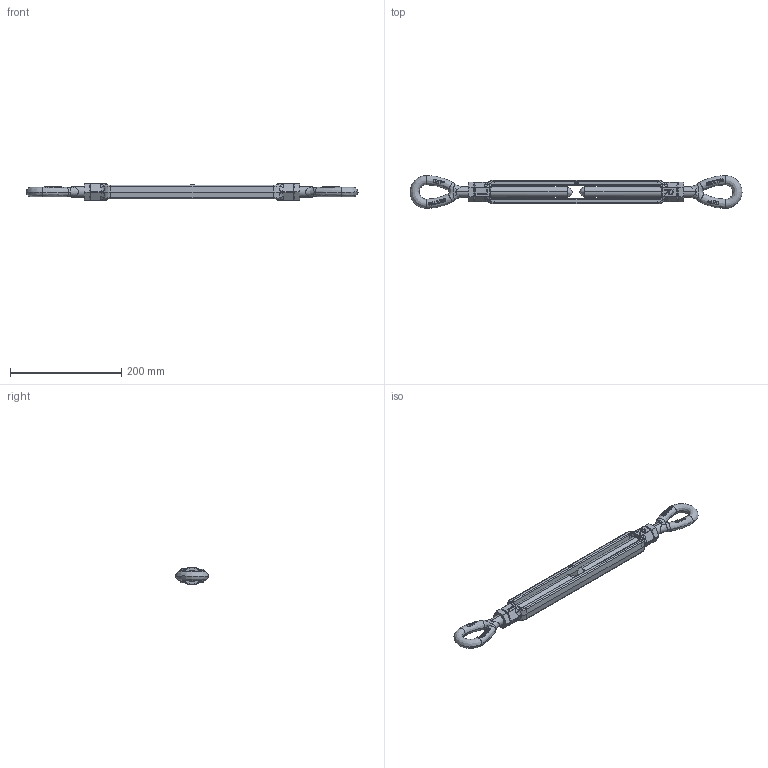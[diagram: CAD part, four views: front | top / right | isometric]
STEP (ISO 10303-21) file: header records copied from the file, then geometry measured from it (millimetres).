
FILE_DESCRIPTION(('STEP AP214'),'1');
FILE_NAME('ssgpoo1912.stp','2017-03-31T06:40:03',('TraceParts'),('TraceParts S.A.'),'Spatial InterOp 3D',' ',' ');
FILE_SCHEMA(('automotive_design'));
Length unit declared in the file: millimetre
Products named in the file (8): ssgpoo1912_1; ssgpoo1912_2; ssgpoo1912_3; ssgpoo1912_4; ssgpoo1912_5; ssgpoo1912_6; ssgpoo1912_7; ssgpoo1912_8
Bounding box: 597 x 59 x 32 mm (x, y, z)
Volume: 372762.7 mm3; surface area: 101077.7 mm2
Topology: 8 solids, 8 shells, 687 faces, 1779 edges, 1130 vertices
Faces by surface type: plane 263, bspline 258, cylinder 114, cone 52
Entity records: 40101 total; most frequent: CARTESIAN_POINT 20239, ORIENTED_EDGE 3564, DIRECTION 2014, EDGE_CURVE 1782, VERTEX_POINT 1134, B_SPLINE_CURVE_WITH_KNOTS 835, EDGE_LOOP 722, STYLED_ITEM 695
